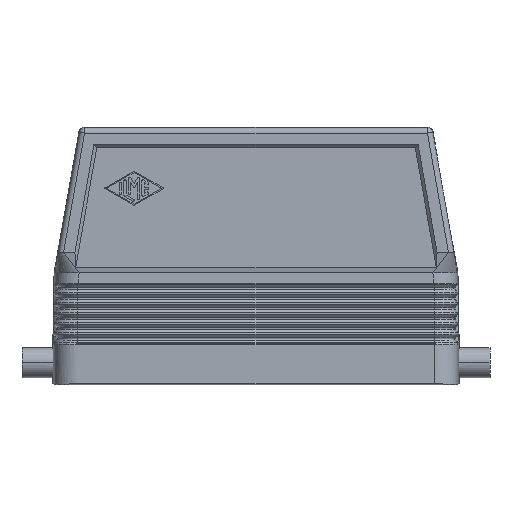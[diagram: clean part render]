
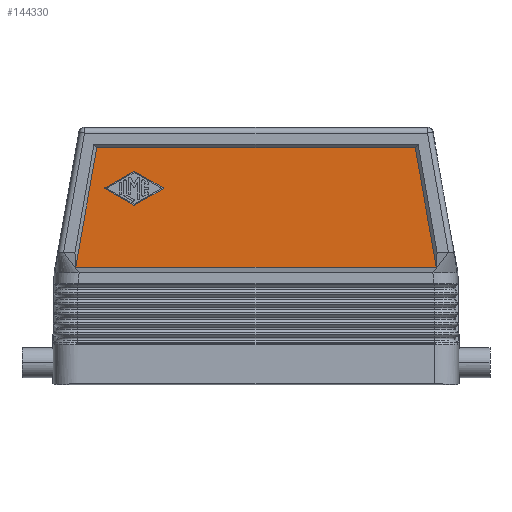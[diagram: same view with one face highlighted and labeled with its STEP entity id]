
A CAD part, left-side view. The second image highlights one B-rep face of the part: STEP entity #144330.
In plain terms, the highlighted planar face has unit normal (-1, 0, 0).
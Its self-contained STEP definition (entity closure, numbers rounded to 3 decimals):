
#142970=CARTESIAN_POINT('',(374.083,-22.843,
34.87));
#142980=VERTEX_POINT('',#142970);
#143010=CARTESIAN_POINT('',(374.083,-26.831,
12.233));
#143020=DIRECTION('',(0.,0.174,0.985));
#143030=VECTOR('',#143020,1.);
#143040=LINE('',#143010,#143030);
#143050=CARTESIAN_POINT('',(374.083,-16.613,
70.233));
#143060=VERTEX_POINT('',#143050);
#143070=EDGE_CURVE('',#142980,#143060,#143040,.T.);
#143330=CARTESIAN_POINT('',(374.083,-12.317,
48.893));
#143340=DIRECTION('',(1.,0.,0.));
#143350=DIRECTION('',(0.,1.,0.));
#143360=AXIS2_PLACEMENT_3D('',#143330,#143340,#143350);
#143370=PLANE('',#143360);
#143380=CARTESIAN_POINT('',(374.083,57.907,
58.233));
#143390=DIRECTION('',(-1.,0.,0.));
#143400=DIRECTION('',(0.,-1.,0.));
#143410=AXIS2_PLACEMENT_3D('',#143380,#143390,#143400);
#143420=CIRCLE('',#143410,0.167);
#143430=CARTESIAN_POINT('',(374.083,57.824,
58.088));
#143440=VERTEX_POINT('',#143430);
#143450=CARTESIAN_POINT('',(374.083,57.824,
58.377));
#143460=VERTEX_POINT('',#143450);
#143470=EDGE_CURVE('',#143440,#143460,#143420,.T.);
#143480=ORIENTED_EDGE('',*,*,#143470,.F.);
#143490=CARTESIAN_POINT('',(374.083,70.873,
65.836));
#143500=DIRECTION('',(0.,-0.868,-0.496));
#143510=VECTOR('',#143500,1.);
#143520=LINE('',#143490,#143510);
#143530=CARTESIAN_POINT('',(374.083,66.241,
63.188));
#143540=VERTEX_POINT('',#143530);
#143550=EDGE_CURVE('',#143540,#143460,#143520,.T.);
#143560=ORIENTED_EDGE('',*,*,#143550,.T.);
#143570=CARTESIAN_POINT('',(374.083,66.406,
62.899));
#143580=DIRECTION('',(-1.,0.,0.));
#143590=DIRECTION('',(0.,-1.,0.));
#143600=AXIS2_PLACEMENT_3D('',#143570,#143580,#143590);
#143610=CIRCLE('',#143600,0.333);
#143620=CARTESIAN_POINT('',(374.083,66.572,
63.188));
#143630=VERTEX_POINT('',#143620);
#143640=EDGE_CURVE('',#143540,#143630,#143610,.T.);
#143650=ORIENTED_EDGE('',*,*,#143640,.F.);
#143660=CARTESIAN_POINT('',(374.083,70.873,
60.73));
#143670=DIRECTION('',(0.,-0.868,0.496));
#143680=VECTOR('',#143670,1.);
#143690=LINE('',#143660,#143680);
#143700=CARTESIAN_POINT('',(374.083,74.988,
58.377));
#143710=VERTEX_POINT('',#143700);
#143720=EDGE_CURVE('',#143710,#143630,#143690,.T.);
#143730=ORIENTED_EDGE('',*,*,#143720,.T.);
#143740=CARTESIAN_POINT('',(374.083,74.905,
58.233));
#143750=DIRECTION('',(-1.,0.,0.));
#143760=DIRECTION('',(0.,-1.,0.));
#143770=AXIS2_PLACEMENT_3D('',#143740,#143750,#143760);
#143780=CIRCLE('',#143770,0.167);
#143790=CARTESIAN_POINT('',(374.083,74.988,
58.088));
#143800=VERTEX_POINT('',#143790);
#143810=EDGE_CURVE('',#143710,#143800,#143780,.T.);
#143820=ORIENTED_EDGE('',*,*,#143810,.F.);
#143830=CARTESIAN_POINT('',(374.083,70.873,
55.735));
#143840=DIRECTION('',(0.,0.868,0.496));
#143850=VECTOR('',#143840,1.);
#143860=LINE('',#143830,#143850);
#143870=CARTESIAN_POINT('',(374.083,66.572,
53.277));
#143880=VERTEX_POINT('',#143870);
#143890=EDGE_CURVE('',#143880,#143800,#143860,.T.);
#143900=ORIENTED_EDGE('',*,*,#143890,.T.);
#143910=CARTESIAN_POINT('',(374.083,66.406,
53.566));
#143920=DIRECTION('',(-1.,0.,0.));
#143930=DIRECTION('',(0.,-1.,0.));
#143940=AXIS2_PLACEMENT_3D('',#143910,#143920,#143930);
#143950=CIRCLE('',#143940,0.333);
#143960=CARTESIAN_POINT('',(374.083,66.241,
53.277));
#143970=VERTEX_POINT('',#143960);
#143980=EDGE_CURVE('',#143880,#143970,#143950,.T.);
#143990=ORIENTED_EDGE('',*,*,#143980,.F.);
#144000=CARTESIAN_POINT('',(374.083,70.873,
50.63));
#144010=DIRECTION('',(0.,0.868,-0.496));
#144020=VECTOR('',#144010,1.);
#144030=LINE('',#144000,#144020);
#144040=EDGE_CURVE('',#143440,#143970,#144030,.T.);
#144050=ORIENTED_EDGE('',*,*,#144040,.T.);
#144060=EDGE_LOOP('',(#144050,#143990,#143900,#143820,#143730,#143650,
#143560,#143480));
#144070=FACE_BOUND('',#144060,.T.);
#144080=CARTESIAN_POINT('',(374.083,44.373,
34.87));
#144090=DIRECTION('',(0.,1.,0.));
#144100=VECTOR('',#144090,1.);
#144110=LINE('',#144080,#144100);
#144120=CARTESIAN_POINT('',(374.083,83.656,
34.87));
#144130=VERTEX_POINT('',#144120);
#144140=EDGE_CURVE('',#142980,#144130,#144110,.T.);
#144150=ORIENTED_EDGE('',*,*,#144140,.F.);
#144160=CARTESIAN_POINT('',(374.083,87.644,
12.233));
#144170=DIRECTION('',(0.,-0.174,0.985));
#144180=VECTOR('',#144170,1.);
#144190=LINE('',#144160,#144180);
#144200=CARTESIAN_POINT('',(374.083,77.426,
70.233));
#144210=VERTEX_POINT('',#144200);
#144220=EDGE_CURVE('',#144130,#144210,#144190,.T.);
#144230=ORIENTED_EDGE('',*,*,#144220,.F.);
#144240=CARTESIAN_POINT('',(374.083,44.373,
70.233));
#144250=DIRECTION('',(0.,1.,0.));
#144260=VECTOR('',#144250,1.);
#144270=LINE('',#144240,#144260);
#144280=EDGE_CURVE('',#143060,#144210,#144270,.T.);
#144290=ORIENTED_EDGE('',*,*,#144280,.T.);
#144300=ORIENTED_EDGE('',*,*,#143070,.T.);
#144310=EDGE_LOOP('',(#144300,#144290,#144230,#144150));
#144320=FACE_OUTER_BOUND('',#144310,.T.);
#144330=ADVANCED_FACE('',(#144070,#144320),#143370,.F.);
